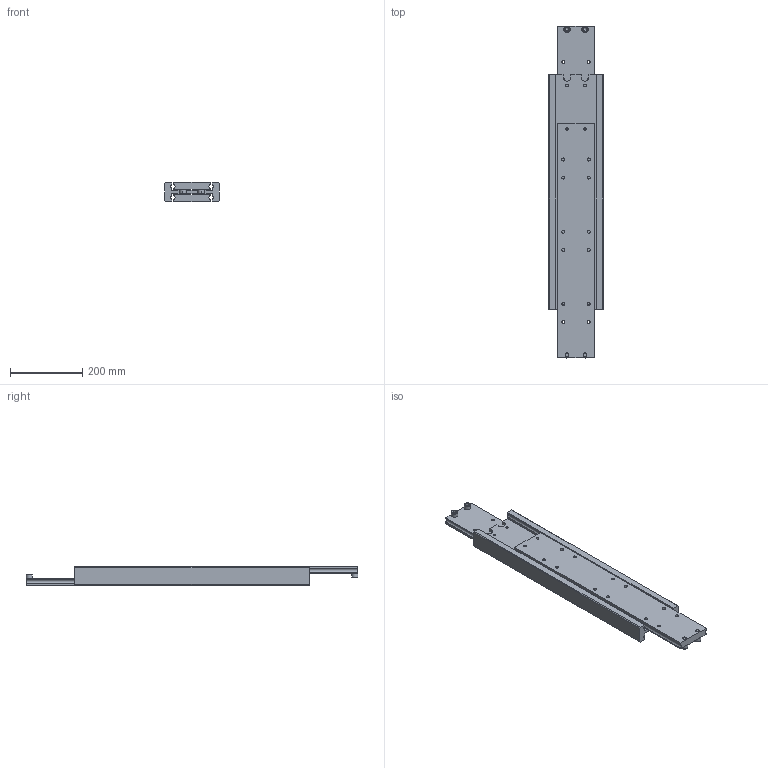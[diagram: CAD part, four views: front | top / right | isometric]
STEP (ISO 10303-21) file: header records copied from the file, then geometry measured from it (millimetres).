
FILE_DESCRIPTION(/* description */ ('SUPREME TR15055 - 650/650 (55)'),/* implementation_level */ '2;1');
FILE_NAME(/* name */ '138150S10_01.stp',/* time_stamp */ '2023-06-22T12:10:23+02:00',/* author */ ('r.groen'),/* organization */ (''),/* preprocessor_version */ 'ST-DEVELOPER v18.1',/* originating_system */ 'Autodesk Inventor 2022',/* authorisation */ '');
FILE_SCHEMA (('AUTOMOTIVE_DESIGN { 1 0 10303 214 3 1 1 }'));
Length unit declared in the file: millimetre
Products named in the file (3): 138150S10; 138150S10_1; 138150S10_2
Assembly tree (3 placements, depth 2):
  138150S10
    138150S10_1
    138150S10_2  x2
Bounding box: 150 x 920 x 55 mm (x, y, z)
Volume: 4336179.1 mm3; surface area: 661433.8 mm2
Topology: 3 solids, 37 shells, 290 faces, 813 edges, 537 vertices
Faces by surface type: cylinder 87, plane 86, cone 81, torus 36
Full cylindrical faces by diameter (mm): 1 x3, 6.65 x8, 8.38 x24, 10.11 x36, 18 x4
Entity records: 5800 total; most frequent: DIRECTION 1047, CARTESIAN_POINT 999, ORIENTED_EDGE 954, EDGE_CURVE 477, AXIS2_PLACEMENT_3D 407, VERTEX_POINT 317, LINE 233, VECTOR 233
